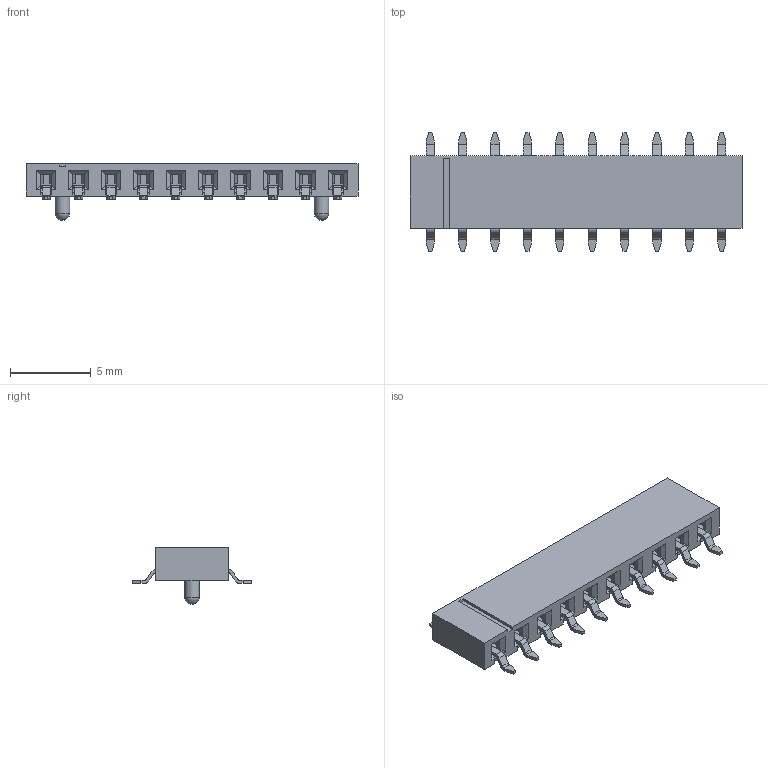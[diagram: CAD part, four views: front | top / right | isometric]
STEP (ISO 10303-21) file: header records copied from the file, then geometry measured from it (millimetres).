
FILE_DESCRIPTION( ('This file contains a STEP AP42 implementation' ,'as created by ZW3D STEP Interface translator.') ,'2;1' );
FILE_NAME( '2220-1XXMXXCUNX2.stp' ,'23 417.1913 9', (''), ('ZWCAD Software Co.'), 'Version 1.0', 'ZW3D to STEP translator', '' );
FILE_SCHEMA(('AUTOMOTIVE_DESIGN { 1 0 10303 214 1 1 1 1 }'));
Length unit declared in the file: millimetre
Products named in the file (2): 0; 2220-110MG0CUNT2
Bounding box: 20.5 x 7.3 x 3.5 mm (x, y, z)
Volume: 140.5 mm3; surface area: 707.6 mm2
Topology: 1 solids, 1 shells, 1032 faces, 2914 edges, 1882 vertices
Faces by surface type: plane 678, cylinder 232, bspline 120, sphere 2
Full cylindrical faces by diameter (mm): 0.9 x2
Entity records: 35212 total; most frequent: CARTESIAN_POINT 7797, ORIENTED_EDGE 5864, DIRECTION 5084, EDGE_CURVE 2912, VECTOR 2126, LINE 2126, VERTEX_POINT 1882, AXIS2_PLACEMENT_3D 1479
